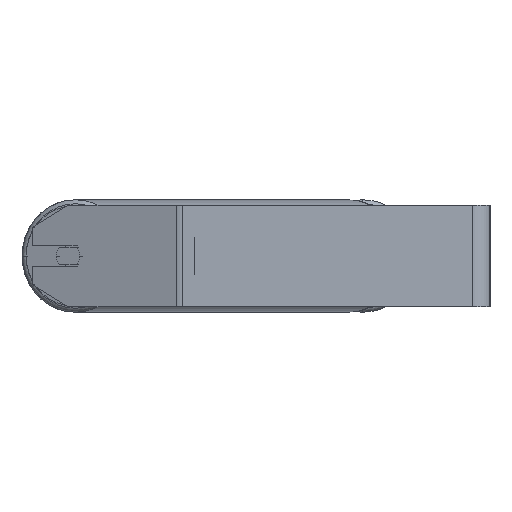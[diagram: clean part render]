
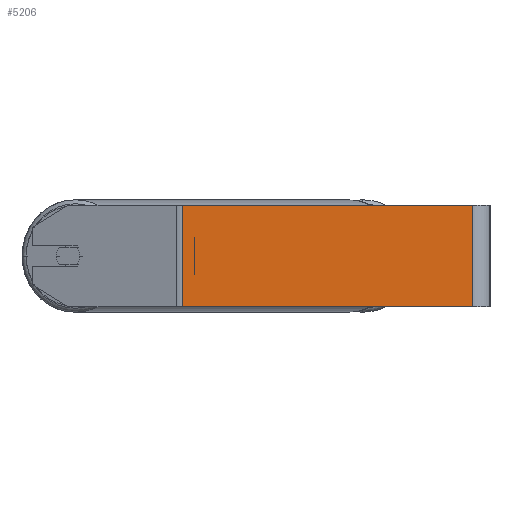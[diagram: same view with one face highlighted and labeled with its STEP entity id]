
A CAD part, left-side view. The second image highlights one B-rep face of the part: STEP entity #5206.
In plain terms, the highlighted planar face has unit normal (-1, 0, 0).
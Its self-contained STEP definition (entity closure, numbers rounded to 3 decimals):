
#100 = EDGE_CURVE ( 'NONE', #7882, #5241, #940, .T. ) ;
#206 = VERTEX_POINT ( 'NONE', #1119 ) ;
#384 = VECTOR ( 'NONE', #1436, 1000. ) ;
#400 = ORIENTED_EDGE ( 'NONE', *, *, #2849, .T. ) ;
#419 = VERTEX_POINT ( 'NONE', #3902 ) ;
#511 = LINE ( 'NONE', #3211, #8199 ) ;
#772 = LINE ( 'NONE', #7414, #1816 ) ;
#867 = CARTESIAN_POINT ( 'NONE',  ( -1000., 245.776, 40. ) ) ;
#940 = LINE ( 'NONE', #2943, #384 ) ;
#1119 = CARTESIAN_POINT ( 'NONE',  ( -1000., 243.308, -40. ) ) ;
#1436 = DIRECTION ( 'NONE',  ( 0., -1., 0. ) ) ;
#1816 = VECTOR ( 'NONE', #2773, 1000. ) ;
#2736 = PLANE ( 'NONE',  #5239 ) ;
#2773 = DIRECTION ( 'NONE',  ( 0., -1., 0. ) ) ;
#2849 = EDGE_CURVE ( 'NONE', #206, #419, #772, .T. ) ;
#2866 = FACE_OUTER_BOUND ( 'NONE', #4165, .T. ) ;
#2943 = CARTESIAN_POINT ( 'NONE',  ( -1000., 245.776, 40. ) ) ;
#3211 = CARTESIAN_POINT ( 'NONE',  ( -1000., 14., 40. ) ) ;
#3523 = LINE ( 'NONE', #7592, #8488 ) ;
#3575 = DIRECTION ( 'NONE',  ( 0., 0., -1. ) ) ;
#3622 = ORIENTED_EDGE ( 'NONE', *, *, #100, .F. ) ;
#3902 = CARTESIAN_POINT ( 'NONE',  ( -1000., 14., -40. ) ) ;
#3951 = EDGE_CURVE ( 'NONE', #5241, #419, #511, .T. ) ;
#3983 = ORIENTED_EDGE ( 'NONE', *, *, #3951, .F. ) ;
#4007 = DIRECTION ( 'NONE',  ( 0., 0., -1. ) ) ;
#4075 = EDGE_CURVE ( 'NONE', #7882, #206, #3523, .T. ) ;
#4098 = DIRECTION ( 'NONE',  ( 1., 0., 0. ) ) ;
#4165 = EDGE_LOOP ( 'NONE', ( #400, #3983, #3622, #6132 ) ) ;
#4318 = CARTESIAN_POINT ( 'NONE',  ( -1000., 14., 40. ) ) ;
#5065 = CARTESIAN_POINT ( 'NONE',  ( -1000., 243.308, 40. ) ) ;
#5206 = ADVANCED_FACE ( 'NONE', ( #2866 ), #2736, .F. ) ;
#5239 = AXIS2_PLACEMENT_3D ( 'NONE', #867, #4098, #3575 ) ;
#5241 = VERTEX_POINT ( 'NONE', #4318 ) ;
#5903 = DIRECTION ( 'NONE',  ( 0., 0., -1. ) ) ;
#6132 = ORIENTED_EDGE ( 'NONE', *, *, #4075, .T. ) ;
#7414 = CARTESIAN_POINT ( 'NONE',  ( -1000., 245.776, -40. ) ) ;
#7592 = CARTESIAN_POINT ( 'NONE',  ( -1000., 243.308, 40. ) ) ;
#7882 = VERTEX_POINT ( 'NONE', #5065 ) ;
#8199 = VECTOR ( 'NONE', #5903, 1000. ) ;
#8488 = VECTOR ( 'NONE', #4007, 1000. ) ;
